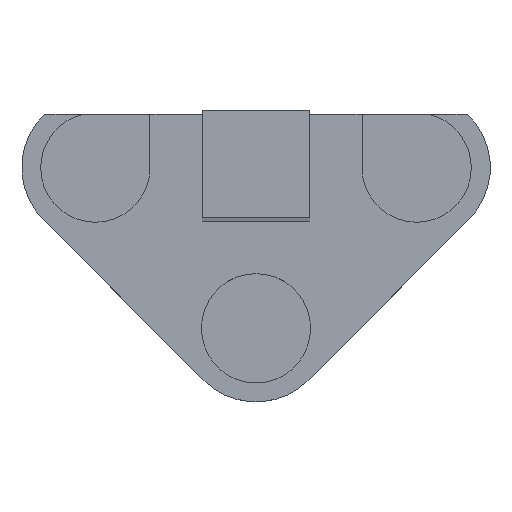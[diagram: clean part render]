
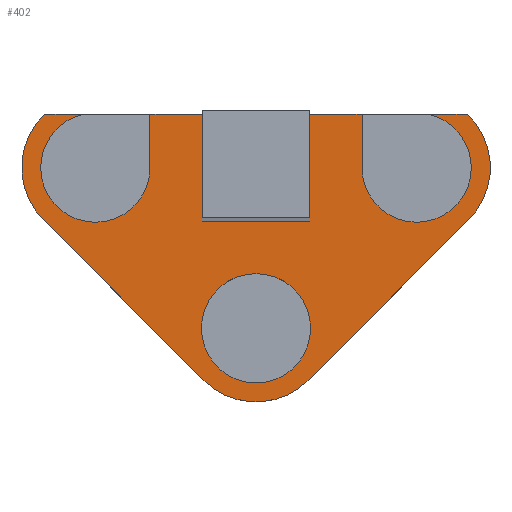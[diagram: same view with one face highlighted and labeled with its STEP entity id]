
A CAD part, top view. The second image highlights one B-rep face of the part: STEP entity #402.
In plain terms, the highlighted planar face has unit normal (0, 0, 1).
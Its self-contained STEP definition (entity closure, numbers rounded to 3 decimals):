
#15=FACE_BOUND('',#65,.T.);
#16=CIRCLE('',#432,5.1);
#18=CIRCLE('',#436,5.1);
#21=CIRCLE('',#442,5.1);
#22=CIRCLE('',#445,6.871);
#23=CIRCLE('',#446,6.871);
#24=CIRCLE('',#447,6.871);
#42=FACE_OUTER_BOUND('',#64,.T.);
#64=EDGE_LOOP('',(#291,#292,#293,#294,#295,#296,#297,#298,#299,#300,#301,
#302,#303,#304,#305,#306,#307,#308));
#65=EDGE_LOOP('',(#309));
#79=LINE('',#583,#124);
#89=LINE('',#612,#134);
#92=LINE('',#623,#137);
#93=LINE('',#625,#138);
#94=LINE('',#627,#139);
#95=LINE('',#629,#140);
#96=LINE('',#630,#141);
#97=LINE('',#632,#142);
#98=LINE('',#634,#143);
#99=LINE('',#638,#144);
#100=LINE('',#642,#145);
#101=LINE('',#646,#146);
#102=LINE('',#647,#147);
#124=VECTOR('',#468,10.);
#134=VECTOR('',#496,10.);
#137=VECTOR('',#509,10.);
#138=VECTOR('',#510,10.);
#139=VECTOR('',#511,10.);
#140=VECTOR('',#512,10.);
#141=VECTOR('',#513,10.);
#142=VECTOR('',#514,10.);
#143=VECTOR('',#515,10.);
#144=VECTOR('',#518,10.);
#145=VECTOR('',#521,10.);
#146=VECTOR('',#524,10.);
#147=VECTOR('',#525,10.);
#169=VERTEX_POINT('',#581);
#170=VERTEX_POINT('',#582);
#173=VERTEX_POINT('',#590);
#175=VERTEX_POINT('',#598);
#176=VERTEX_POINT('',#599);
#180=VERTEX_POINT('',#611);
#182=VERTEX_POINT('',#617);
#183=VERTEX_POINT('',#622);
#184=VERTEX_POINT('',#624);
#185=VERTEX_POINT('',#626);
#186=VERTEX_POINT('',#628);
#187=VERTEX_POINT('',#631);
#188=VERTEX_POINT('',#633);
#189=VERTEX_POINT('',#635);
#190=VERTEX_POINT('',#637);
#191=VERTEX_POINT('',#639);
#192=VERTEX_POINT('',#641);
#193=VERTEX_POINT('',#643);
#194=VERTEX_POINT('',#645);
#207=EDGE_CURVE('',#169,#170,#79,.T.);
#211=EDGE_CURVE('',#173,#169,#16,.T.);
#215=EDGE_CURVE('',#175,#176,#18,.T.);
#221=EDGE_CURVE('',#180,#175,#89,.T.);
#225=EDGE_CURVE('',#182,#182,#21,.T.);
#226=EDGE_CURVE('',#170,#183,#92,.T.);
#227=EDGE_CURVE('',#183,#184,#93,.T.);
#228=EDGE_CURVE('',#184,#185,#94,.T.);
#229=EDGE_CURVE('',#185,#186,#95,.T.);
#230=EDGE_CURVE('',#186,#180,#96,.T.);
#231=EDGE_CURVE('',#176,#187,#97,.T.);
#232=EDGE_CURVE('',#187,#188,#98,.T.);
#233=EDGE_CURVE('',#188,#189,#22,.T.);
#234=EDGE_CURVE('',#189,#190,#99,.T.);
#235=EDGE_CURVE('',#190,#191,#23,.T.);
#236=EDGE_CURVE('',#191,#192,#100,.T.);
#237=EDGE_CURVE('',#192,#193,#24,.T.);
#238=EDGE_CURVE('',#193,#194,#101,.T.);
#239=EDGE_CURVE('',#194,#173,#102,.T.);
#291=ORIENTED_EDGE('',*,*,#211,.T.);
#292=ORIENTED_EDGE('',*,*,#207,.T.);
#293=ORIENTED_EDGE('',*,*,#226,.T.);
#294=ORIENTED_EDGE('',*,*,#227,.T.);
#295=ORIENTED_EDGE('',*,*,#228,.T.);
#296=ORIENTED_EDGE('',*,*,#229,.T.);
#297=ORIENTED_EDGE('',*,*,#230,.T.);
#298=ORIENTED_EDGE('',*,*,#221,.T.);
#299=ORIENTED_EDGE('',*,*,#215,.T.);
#300=ORIENTED_EDGE('',*,*,#231,.T.);
#301=ORIENTED_EDGE('',*,*,#232,.T.);
#302=ORIENTED_EDGE('',*,*,#233,.T.);
#303=ORIENTED_EDGE('',*,*,#234,.T.);
#304=ORIENTED_EDGE('',*,*,#235,.T.);
#305=ORIENTED_EDGE('',*,*,#236,.T.);
#306=ORIENTED_EDGE('',*,*,#237,.T.);
#307=ORIENTED_EDGE('',*,*,#238,.T.);
#308=ORIENTED_EDGE('',*,*,#239,.T.);
#309=ORIENTED_EDGE('',*,*,#225,.T.);
#383=PLANE('',#444);
#402=ADVANCED_FACE('',(#42,#15),#383,.T.);
#432=AXIS2_PLACEMENT_3D('',#591,#474,#475);
#436=AXIS2_PLACEMENT_3D('',#600,#484,#485);
#442=AXIS2_PLACEMENT_3D('',#619,#503,#504);
#444=AXIS2_PLACEMENT_3D('',#621,#507,#508);
#445=AXIS2_PLACEMENT_3D('',#636,#516,#517);
#446=AXIS2_PLACEMENT_3D('',#640,#519,#520);
#447=AXIS2_PLACEMENT_3D('',#644,#522,#523);
#468=DIRECTION('',(0.,1.,0.));
#474=DIRECTION('center_axis',(0.,0.,-1.));
#475=DIRECTION('ref_axis',(1.,0.,0.));
#484=DIRECTION('center_axis',(0.,0.,-1.));
#485=DIRECTION('ref_axis',(1.,0.,0.));
#496=DIRECTION('',(0.,-1.,0.));
#503=DIRECTION('center_axis',(0.,0.,-1.));
#504=DIRECTION('ref_axis',(1.,0.,0.));
#507=DIRECTION('center_axis',(0.,0.,1.));
#508=DIRECTION('ref_axis',(1.,0.,0.));
#509=DIRECTION('',(-1.,0.,0.));
#510=DIRECTION('',(0.,-1.,0.));
#511=DIRECTION('',(-1.,0.,0.));
#512=DIRECTION('',(0.,1.,0.));
#513=DIRECTION('',(-1.,0.,0.));
#514=DIRECTION('',(-1.,0.,0.));
#515=DIRECTION('',(-0.707,-0.707,0.));
#516=DIRECTION('center_axis',(0.,0.,1.));
#517=DIRECTION('ref_axis',(-0.707,0.707,0.));
#518=DIRECTION('',(0.707,-0.707,0.));
#519=DIRECTION('center_axis',(0.,0.,1.));
#520=DIRECTION('ref_axis',(-0.707,-0.707,0.));
#521=DIRECTION('',(0.707,0.707,0.));
#522=DIRECTION('center_axis',(0.,0.,1.));
#523=DIRECTION('ref_axis',(0.707,-0.707,0.));
#524=DIRECTION('',(-0.707,0.707,0.));
#525=DIRECTION('',(-1.,0.,0.));
#581=CARTESIAN_POINT('',(9.9,0.,0.));
#582=CARTESIAN_POINT('',(9.9,5.,0.));
#583=CARTESIAN_POINT('',(9.9,-1.718,0.));
#590=CARTESIAN_POINT('',(16.005,5.,0.));
#591=CARTESIAN_POINT('Origin',(15.,0.,0.));
#598=CARTESIAN_POINT('',(-9.9,0.,0.));
#599=CARTESIAN_POINT('',(-16.005,5.,0.));
#600=CARTESIAN_POINT('Origin',(-15.,0.,0.));
#611=CARTESIAN_POINT('',(-9.9,5.,0.));
#612=CARTESIAN_POINT('',(-9.9,-4.218,0.));
#617=CARTESIAN_POINT('',(-5.1,-15.,0.));
#619=CARTESIAN_POINT('Origin',(0.,-15.,0.));
#621=CARTESIAN_POINT('Origin',(0.,-8.436,
0.));
#622=CARTESIAN_POINT('',(5.,5.,0.));
#623=CARTESIAN_POINT('',(62.5,5.,0.));
#624=CARTESIAN_POINT('',(5.,-5.,0.));
#625=CARTESIAN_POINT('',(5.,5.,0.));
#626=CARTESIAN_POINT('',(-5.,-5.,0.));
#627=CARTESIAN_POINT('',(5.,-5.,0.));
#628=CARTESIAN_POINT('',(-5.,5.,0.));
#629=CARTESIAN_POINT('',(-5.,-5.,0.));
#630=CARTESIAN_POINT('',(62.5,5.,0.));
#631=CARTESIAN_POINT('',(-19.717,5.,0.));
#632=CARTESIAN_POINT('',(62.5,5.,0.));
#633=CARTESIAN_POINT('',(-19.859,4.859,0.));
#634=CARTESIAN_POINT('',(-19.817,4.9,0.));
#635=CARTESIAN_POINT('',(-19.859,-4.859,0.));
#636=CARTESIAN_POINT('Origin',(-15.,0.,0.));
#637=CARTESIAN_POINT('',(-4.859,-19.859,0.));
#638=CARTESIAN_POINT('',(-19.859,-4.859,0.));
#639=CARTESIAN_POINT('',(4.859,-19.859,0.));
#640=CARTESIAN_POINT('Origin',(0.,-15.,0.));
#641=CARTESIAN_POINT('',(19.859,-4.859,0.));
#642=CARTESIAN_POINT('',(4.859,-19.859,0.));
#643=CARTESIAN_POINT('',(19.859,4.859,0.));
#644=CARTESIAN_POINT('Origin',(15.,0.,0.));
#645=CARTESIAN_POINT('',(19.717,5.,0.));
#646=CARTESIAN_POINT('',(19.859,4.859,0.));
#647=CARTESIAN_POINT('',(62.5,5.,0.));
